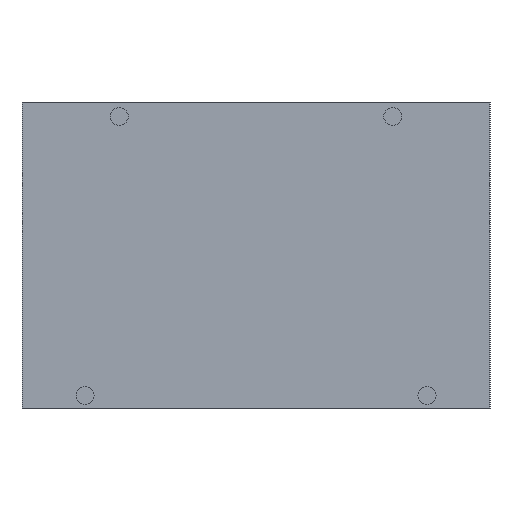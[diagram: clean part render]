
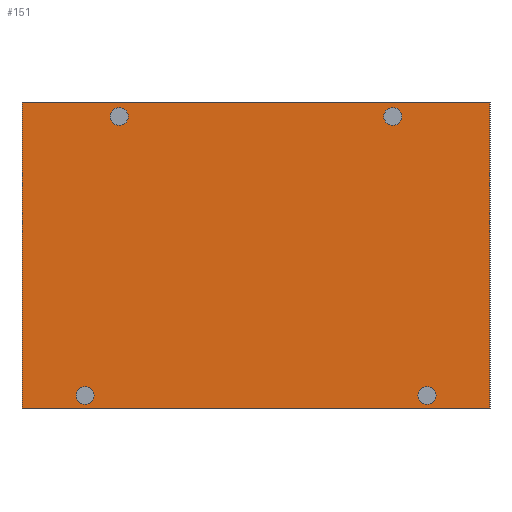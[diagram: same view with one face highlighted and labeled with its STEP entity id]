
A CAD part, front view. The second image highlights one B-rep face of the part: STEP entity #151.
In plain terms, the highlighted planar face has unit normal (0, -1, 0).
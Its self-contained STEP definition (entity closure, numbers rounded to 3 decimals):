
#1 = VERTEX_POINT ( 'NONE', #217 ) ;
#2 = CARTESIAN_POINT ( 'NONE',  ( 13., -15., 17. ) ) ;
#19 = EDGE_CURVE ( 'NONE', #1, #489, #604, .T. ) ;
#27 = DIRECTION ( 'NONE',  ( 0., -1., 0. ) ) ;
#28 = CARTESIAN_POINT ( 'NONE',  ( 7.6, -15., 16.75 ) ) ;
#37 = FACE_BOUND ( 'NONE', #160, .T. ) ;
#40 = CARTESIAN_POINT ( 'NONE',  ( -13., -15., 0. ) ) ;
#42 = ORIENTED_EDGE ( 'NONE', *, *, #491, .F. ) ;
#45 = DIRECTION ( 'NONE',  ( 0., -1., 0. ) ) ;
#63 = CIRCLE ( 'NONE', #561, 0.5 ) ;
#66 = ORIENTED_EDGE ( 'NONE', *, *, #19, .F. ) ;
#68 = CARTESIAN_POINT ( 'NONE',  ( 9.5, -15., 0.25 ) ) ;
#76 = DIRECTION ( 'NONE',  ( 1., 0., 0. ) ) ;
#79 = CARTESIAN_POINT ( 'NONE',  ( -9.5, -15., 1.25 ) ) ;
#88 = DIRECTION ( 'NONE',  ( 0., 0., 1. ) ) ;
#92 = LINE ( 'NONE', #2, #605 ) ;
#93 = CIRCLE ( 'NONE', #507, 0.5 ) ;
#95 = VERTEX_POINT ( 'NONE', #28 ) ;
#100 = EDGE_CURVE ( 'NONE', #208, #115, #296, .T. ) ;
#104 = AXIS2_PLACEMENT_3D ( 'NONE', #434, #232, #177 ) ;
#111 = VERTEX_POINT ( 'NONE', #183 ) ;
#115 = VERTEX_POINT ( 'NONE', #79 ) ;
#121 = AXIS2_PLACEMENT_3D ( 'NONE', #292, #242, #576 ) ;
#122 = AXIS2_PLACEMENT_3D ( 'NONE', #526, #27, #88 ) ;
#127 = DIRECTION ( 'NONE',  ( 1., 0., 0. ) ) ;
#138 = AXIS2_PLACEMENT_3D ( 'NONE', #631, #400, #548 ) ;
#139 = CARTESIAN_POINT ( 'NONE',  ( -13., -15., 0. ) ) ;
#140 = VERTEX_POINT ( 'NONE', #139 ) ;
#143 = EDGE_LOOP ( 'NONE', ( #444, #226 ) ) ;
#145 = ORIENTED_EDGE ( 'NONE', *, *, #577, .F. ) ;
#148 = CIRCLE ( 'NONE', #138, 0.5 ) ;
#150 = CIRCLE ( 'NONE', #121, 0.5 ) ;
#151 = ADVANCED_FACE ( 'NONE', ( #37, #335, #428, #617, #620 ), #433, .F. ) ;
#153 = CARTESIAN_POINT ( 'NONE',  ( -7.6, -15., 15.75 ) ) ;
#154 = ORIENTED_EDGE ( 'NONE', *, *, #100, .F. ) ;
#157 = EDGE_LOOP ( 'NONE', ( #271, #154 ) ) ;
#160 = EDGE_LOOP ( 'NONE', ( #369, #42 ) ) ;
#164 = VERTEX_POINT ( 'NONE', #527 ) ;
#170 = CARTESIAN_POINT ( 'NONE',  ( -13., -15., 17. ) ) ;
#177 = DIRECTION ( 'NONE',  ( 0., 0., 1. ) ) ;
#180 = AXIS2_PLACEMENT_3D ( 'NONE', #206, #45, #633 ) ;
#181 = LINE ( 'NONE', #329, #392 ) ;
#183 = CARTESIAN_POINT ( 'NONE',  ( 7.6, -15., 15.75 ) ) ;
#185 = CARTESIAN_POINT ( 'NONE',  ( -13., -15., 17. ) ) ;
#197 = EDGE_LOOP ( 'NONE', ( #479, #145 ) ) ;
#198 = EDGE_CURVE ( 'NONE', #164, #304, #148, .T. ) ;
#201 = CIRCLE ( 'NONE', #180, 0.5 ) ;
#206 = CARTESIAN_POINT ( 'NONE',  ( 9.5, -15., 0.75 ) ) ;
#208 = VERTEX_POINT ( 'NONE', #552 ) ;
#216 = DIRECTION ( 'NONE',  ( 0., -1., 0. ) ) ;
#217 = CARTESIAN_POINT ( 'NONE',  ( -13., -15., 17. ) ) ;
#218 = EDGE_CURVE ( 'NONE', #515, #318, #201, .T. ) ;
#226 = ORIENTED_EDGE ( 'NONE', *, *, #218, .F. ) ;
#227 = CARTESIAN_POINT ( 'NONE',  ( 7.6, -15., 16.25 ) ) ;
#232 = DIRECTION ( 'NONE',  ( 0., -1., 0. ) ) ;
#237 = DIRECTION ( 'NONE',  ( 0., 0., -1. ) ) ;
#242 = DIRECTION ( 'NONE',  ( 0., -1., 0. ) ) ;
#243 = AXIS2_PLACEMENT_3D ( 'NONE', #185, #536, #442 ) ;
#266 = DIRECTION ( 'NONE',  ( 0., 0., 1. ) ) ;
#271 = ORIENTED_EDGE ( 'NONE', *, *, #568, .F. ) ;
#274 = VECTOR ( 'NONE', #76, 1000. ) ;
#292 = CARTESIAN_POINT ( 'NONE',  ( -7.6, -15., 16.25 ) ) ;
#296 = CIRCLE ( 'NONE', #470, 0.5 ) ;
#298 = DIRECTION ( 'NONE',  ( 0., 0., -1. ) ) ;
#304 = VERTEX_POINT ( 'NONE', #153 ) ;
#306 = EDGE_CURVE ( 'NONE', #489, #410, #92, .T. ) ;
#317 = CARTESIAN_POINT ( 'NONE',  ( 13., -15., 0. ) ) ;
#318 = VERTEX_POINT ( 'NONE', #545 ) ;
#329 = CARTESIAN_POINT ( 'NONE',  ( -13., -15., 17. ) ) ;
#332 = LINE ( 'NONE', #40, #274 ) ;
#333 = CARTESIAN_POINT ( 'NONE',  ( -9.5, -15., 0.75 ) ) ;
#335 = FACE_BOUND ( 'NONE', #143, .T. ) ;
#356 = ORIENTED_EDGE ( 'NONE', *, *, #306, .F. ) ;
#369 = ORIENTED_EDGE ( 'NONE', *, *, #463, .F. ) ;
#387 = DIRECTION ( 'NONE',  ( 0., -1., 0. ) ) ;
#390 = CIRCLE ( 'NONE', #104, 0.5 ) ;
#392 = VECTOR ( 'NONE', #237, 1000. ) ;
#396 = DIRECTION ( 'NONE',  ( 0., 0., 1. ) ) ;
#400 = DIRECTION ( 'NONE',  ( 0., -1., 0. ) ) ;
#401 = ORIENTED_EDGE ( 'NONE', *, *, #569, .T. ) ;
#410 = VERTEX_POINT ( 'NONE', #317 ) ;
#411 = CIRCLE ( 'NONE', #122, 0.5 ) ;
#414 = ORIENTED_EDGE ( 'NONE', *, *, #621, .T. ) ;
#428 = FACE_BOUND ( 'NONE', #157, .T. ) ;
#430 = VECTOR ( 'NONE', #127, 1000. ) ;
#433 = PLANE ( 'NONE',  #243 ) ;
#434 = CARTESIAN_POINT ( 'NONE',  ( -9.5, -15., 0.75 ) ) ;
#442 = DIRECTION ( 'NONE',  ( 0., 0., 1. ) ) ;
#444 = ORIENTED_EDGE ( 'NONE', *, *, #627, .F. ) ;
#463 = EDGE_CURVE ( 'NONE', #95, #111, #93, .T. ) ;
#464 = CARTESIAN_POINT ( 'NONE',  ( 7.6, -15., 16.25 ) ) ;
#470 = AXIS2_PLACEMENT_3D ( 'NONE', #333, #387, #396 ) ;
#479 = ORIENTED_EDGE ( 'NONE', *, *, #198, .F. ) ;
#489 = VERTEX_POINT ( 'NONE', #606 ) ;
#491 = EDGE_CURVE ( 'NONE', #111, #95, #63, .T. ) ;
#504 = DIRECTION ( 'NONE',  ( 0., -1., 0. ) ) ;
#507 = AXIS2_PLACEMENT_3D ( 'NONE', #227, #504, #266 ) ;
#515 = VERTEX_POINT ( 'NONE', #68 ) ;
#526 = CARTESIAN_POINT ( 'NONE',  ( 9.5, -15., 0.75 ) ) ;
#527 = CARTESIAN_POINT ( 'NONE',  ( -7.6, -15., 16.75 ) ) ;
#536 = DIRECTION ( 'NONE',  ( 0., 1., 0. ) ) ;
#545 = CARTESIAN_POINT ( 'NONE',  ( 9.5, -15., 1.25 ) ) ;
#548 = DIRECTION ( 'NONE',  ( 0., 0., 1. ) ) ;
#552 = CARTESIAN_POINT ( 'NONE',  ( -9.5, -15., 0.25 ) ) ;
#556 = EDGE_LOOP ( 'NONE', ( #401, #356, #66, #414 ) ) ;
#561 = AXIS2_PLACEMENT_3D ( 'NONE', #464, #216, #612 ) ;
#568 = EDGE_CURVE ( 'NONE', #115, #208, #390, .T. ) ;
#569 = EDGE_CURVE ( 'NONE', #140, #410, #332, .T. ) ;
#576 = DIRECTION ( 'NONE',  ( 0., 0., 1. ) ) ;
#577 = EDGE_CURVE ( 'NONE', #304, #164, #150, .T. ) ;
#604 = LINE ( 'NONE', #170, #430 ) ;
#605 = VECTOR ( 'NONE', #298, 1000. ) ;
#606 = CARTESIAN_POINT ( 'NONE',  ( 13., -15., 17. ) ) ;
#612 = DIRECTION ( 'NONE',  ( 0., 0., 1. ) ) ;
#617 = FACE_BOUND ( 'NONE', #197, .T. ) ;
#620 = FACE_OUTER_BOUND ( 'NONE', #556, .T. ) ;
#621 = EDGE_CURVE ( 'NONE', #1, #140, #181, .T. ) ;
#627 = EDGE_CURVE ( 'NONE', #318, #515, #411, .T. ) ;
#631 = CARTESIAN_POINT ( 'NONE',  ( -7.6, -15., 16.25 ) ) ;
#633 = DIRECTION ( 'NONE',  ( 0., 0., 1. ) ) ;
